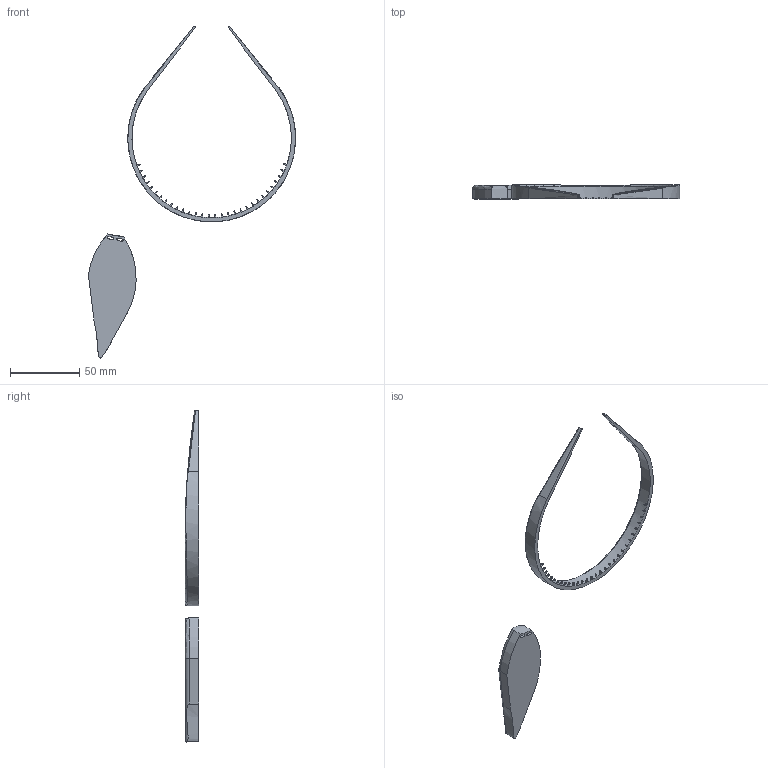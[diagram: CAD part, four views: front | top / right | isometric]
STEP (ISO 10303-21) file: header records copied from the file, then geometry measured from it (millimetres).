
FILE_DESCRIPTION(/* description */ (''),/* implementation_level */ '2;1');
FILE_NAME(/* name */ 'pony-pony-pony.stp',/* time_stamp */ '2024-11-28T23:22:00Z',/* author */ ('iwheard'),/* organization */ (''),/* preprocessor_version */ 'ST-DEVELOPER v19',/* originating_system */ 'Autodesk Inventor 2023',/* authorisation */ '');
FILE_SCHEMA (('AUTOMOTIVE_DESIGN { 1 0 10303 214 3 1 1 }'));
Length unit declared in the file: millimetre
Products named in the file (1): Headband 1
Bounding box: 149.41 x 10 x 239.33 mm (x, y, z)
Volume: 17332.7 mm3; surface area: 15320.8 mm2
Topology: 2 solids, 2 shells, 269 faces, 745 edges, 445 vertices
Faces by surface type: bspline 180, plane 44, cylinder 31, torus 10, sphere 4
Entity records: 16835 total; most frequent: CARTESIAN_POINT 11350, ORIENTED_EDGE 1420, EDGE_CURVE 710, DIRECTION 703, VERTEX_POINT 444, B_SPLINE_CURVE_WITH_KNOTS 396, AXIS2_PLACEMENT_3D 299, EDGE_LOOP 270
